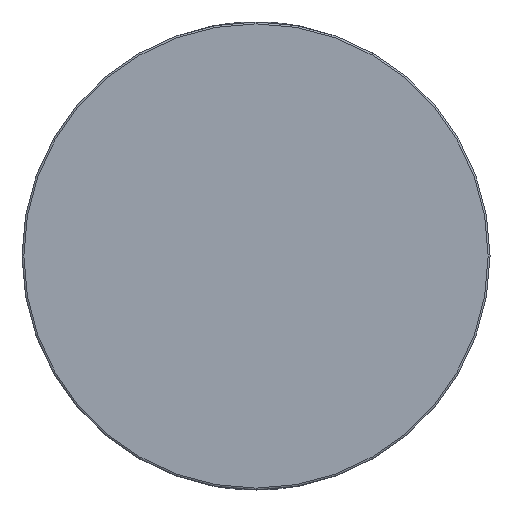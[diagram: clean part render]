
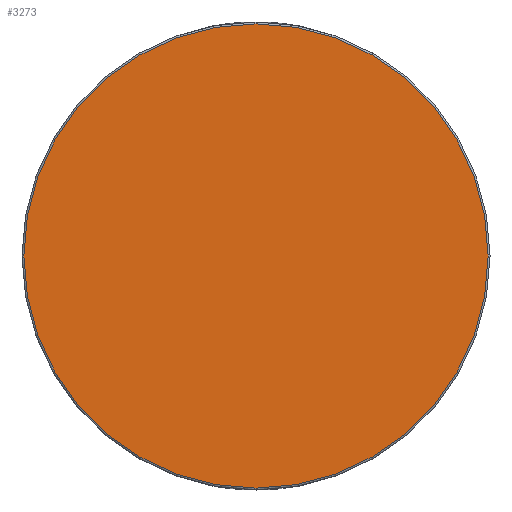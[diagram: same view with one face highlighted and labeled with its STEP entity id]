
A CAD part, front view. The second image highlights one B-rep face of the part: STEP entity #3273.
In plain terms, the highlighted planar face has unit normal (0, -1, 0).
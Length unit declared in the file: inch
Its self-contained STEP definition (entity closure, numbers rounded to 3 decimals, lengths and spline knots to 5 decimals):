
#475 = DIRECTION ( 'NONE',  ( 0., 0., 1. ) ) ;
#477 = DIRECTION ( 'NONE',  ( 0., -1., 0. ) ) ;
#478 = CARTESIAN_POINT ( 'NONE',  ( 0., 0., 0. ) ) ;
#601 = VERTEX_POINT ( 'NONE', #1958 ) ;
#719 = CIRCLE ( 'NONE', #3786, 1.24 ) ;
#1274 = DIRECTION ( 'NONE',  ( 0., 0., 1. ) ) ;
#1275 = DIRECTION ( 'NONE',  ( 0., -1., 0. ) ) ;
#1282 = CARTESIAN_POINT ( 'NONE',  ( 0., 0., 0. ) ) ;
#1283 = AXIS2_PLACEMENT_3D ( 'NONE', #1282, #1275, #1274 ) ;
#1499 = FACE_OUTER_BOUND ( 'NONE', #3814, .T. ) ;
#1893 = EDGE_CURVE ( 'NONE', #601, #3055, #719, .T. ) ;
#1958 = CARTESIAN_POINT ( 'NONE',  ( 0., 0., -1.24 ) ) ;
#2156 = CIRCLE ( 'NONE', #1283, 1.24 ) ;
#2307 = AXIS2_PLACEMENT_3D ( 'NONE', #2481, #2449, #2444 ) ;
#2444 = DIRECTION ( 'NONE',  ( 0., 0., 1. ) ) ;
#2449 = DIRECTION ( 'NONE',  ( 0., 1., 0. ) ) ;
#2450 = PLANE ( 'NONE',  #2307 ) ;
#2481 = CARTESIAN_POINT ( 'NONE',  ( 0., 0., 0. ) ) ;
#2838 = CARTESIAN_POINT ( 'NONE',  ( 0., 0., 1.24 ) ) ;
#3055 = VERTEX_POINT ( 'NONE', #2838 ) ;
#3273 = ADVANCED_FACE ( 'NONE', ( #1499 ), #2450, .F. ) ;
#3746 = ORIENTED_EDGE ( 'NONE', *, *, #1893, .T. ) ;
#3749 = EDGE_CURVE ( 'NONE', #3055, #601, #2156, .T. ) ;
#3759 = ORIENTED_EDGE ( 'NONE', *, *, #3749, .T. ) ;
#3786 = AXIS2_PLACEMENT_3D ( 'NONE', #478, #477, #475 ) ;
#3814 = EDGE_LOOP ( 'NONE', ( #3759, #3746 ) ) ;
